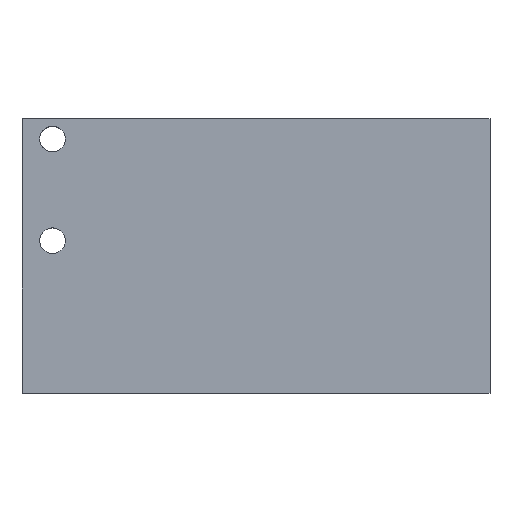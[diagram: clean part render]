
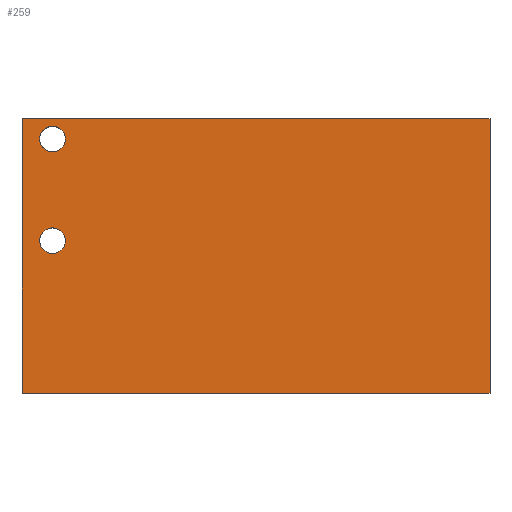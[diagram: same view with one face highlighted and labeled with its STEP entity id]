
A CAD part, top view. The second image highlights one B-rep face of the part: STEP entity #259.
In plain terms, the highlighted planar face has unit normal (0, 0, 1).
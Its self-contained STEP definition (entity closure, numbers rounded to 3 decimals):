
#18=PLANE('',#292);
#28=FACE_BOUND('',#60,.T.);
#29=FACE_BOUND('',#61,.T.);
#41=FACE_OUTER_BOUND('',#59,.T.);
#59=EDGE_LOOP('',(#219,#220,#221,#222));
#60=EDGE_LOOP('',(#223));
#61=EDGE_LOOP('',(#224));
#81=LINE('',#532,#104);
#88=LINE('',#545,#111);
#89=LINE('',#548,#112);
#90=LINE('',#549,#113);
#104=VECTOR('',#331,10.);
#111=VECTOR('',#342,10.);
#112=VECTOR('',#345,10.);
#113=VECTOR('',#346,10.);
#119=CIRCLE('',#279,1.265);
#121=CIRCLE('',#283,1.265);
#125=VERTEX_POINT('',#362);
#129=VERTEX_POINT('',#440);
#138=VERTEX_POINT('',#529);
#139=VERTEX_POINT('',#531);
#143=VERTEX_POINT('',#543);
#144=VERTEX_POINT('',#547);
#147=EDGE_CURVE('',#125,#125,#119,.T.);
#153=EDGE_CURVE('',#129,#129,#121,.T.);
#165=EDGE_CURVE('',#138,#139,#81,.T.);
#172=EDGE_CURVE('',#138,#143,#88,.T.);
#173=EDGE_CURVE('',#144,#143,#89,.T.);
#174=EDGE_CURVE('',#139,#144,#90,.T.);
#219=ORIENTED_EDGE('',*,*,#172,.T.);
#220=ORIENTED_EDGE('',*,*,#173,.F.);
#221=ORIENTED_EDGE('',*,*,#174,.F.);
#222=ORIENTED_EDGE('',*,*,#165,.F.);
#223=ORIENTED_EDGE('',*,*,#147,.T.);
#224=ORIENTED_EDGE('',*,*,#153,.T.);
#259=ADVANCED_FACE('',(#41,#28,#29),#18,.T.);
#279=AXIS2_PLACEMENT_3D('',#363,#301,#302);
#283=AXIS2_PLACEMENT_3D('',#441,#311,#312);
#292=AXIS2_PLACEMENT_3D('',#546,#343,#344);
#301=DIRECTION('center_axis',(0.,0.,-1.));
#302=DIRECTION('ref_axis',(1.,0.,0.));
#311=DIRECTION('center_axis',(0.,0.,-1.));
#312=DIRECTION('ref_axis',(1.,0.,0.));
#331=DIRECTION('',(-1.,0.,0.));
#342=DIRECTION('',(0.,1.,0.));
#343=DIRECTION('center_axis',(0.,0.,1.));
#344=DIRECTION('ref_axis',(1.,0.,0.));
#345=DIRECTION('',(1.,0.,0.));
#346=DIRECTION('',(0.,1.,0.));
#362=CARTESIAN_POINT('',(-21.285,1.5,3.));
#363=CARTESIAN_POINT('Origin',(-20.021,1.5,3.));
#440=CARTESIAN_POINT('',(-21.285,11.5,3.));
#441=CARTESIAN_POINT('Origin',(-20.021,11.5,3.));
#529=CARTESIAN_POINT('',(23.021,-13.5,3.));
#531=CARTESIAN_POINT('',(-23.021,-13.5,3.));
#532=CARTESIAN_POINT('',(23.021,-13.5,3.));
#543=CARTESIAN_POINT('',(23.021,13.5,3.));
#545=CARTESIAN_POINT('',(23.021,0.,3.));
#546=CARTESIAN_POINT('Origin',(-23.021,0.,3.));
#547=CARTESIAN_POINT('',(-23.021,13.5,3.));
#548=CARTESIAN_POINT('',(23.021,13.5,3.));
#549=CARTESIAN_POINT('',(-23.021,0.,3.));
